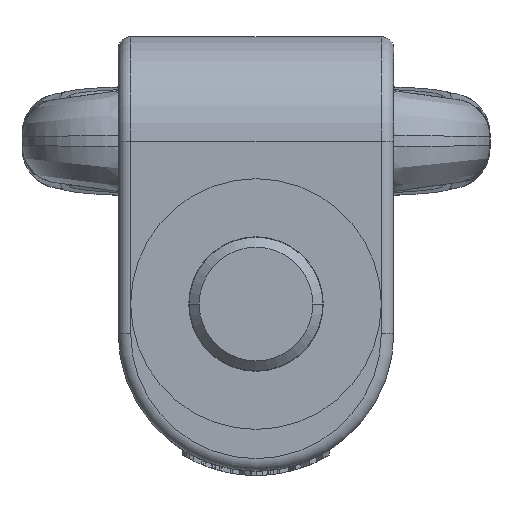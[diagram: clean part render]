
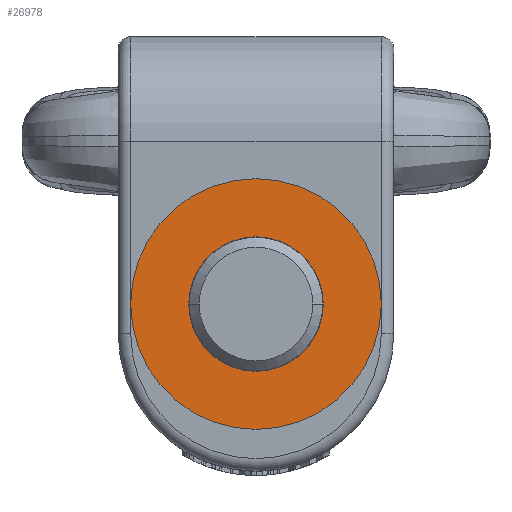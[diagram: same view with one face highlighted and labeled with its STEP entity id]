
A CAD part, front view. The second image highlights one B-rep face of the part: STEP entity #26978.
In plain terms, the highlighted face is planar.
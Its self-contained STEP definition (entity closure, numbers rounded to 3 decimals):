
#26817=CARTESIAN_POINT('',(0.,0.,17.9));
#26818=DIRECTION('',(0.,0.,-1.));
#26819=DIRECTION('',(1.,0.,0.));
#26820=AXIS2_PLACEMENT_3D('',#26817,#26818,#26819);
#26822=CARTESIAN_POINT('',(0.,0.,17.9));
#26823=DIRECTION('',(0.,0.,1.));
#26824=DIRECTION('',(1.,0.,0.));
#26825=AXIS2_PLACEMENT_3D('',#26822,#26823,#26824);
#26827=CARTESIAN_POINT('',(0.,0.,17.9));
#26828=DIRECTION('',(0.,0.,1.));
#26829=DIRECTION('',(1.,0.,0.));
#26830=AXIS2_PLACEMENT_3D('',#26827,#26828,#26829);
#26840=CARTESIAN_POINT('',(0.,0.,17.9));
#26841=DIRECTION('',(0.,0.,-1.));
#26842=DIRECTION('',(1.,0.,0.));
#26843=AXIS2_PLACEMENT_3D('',#26840,#26841,#26842);
#26929=CARTESIAN_POINT('',(15.,0.,17.9));
#26931=VERTEX_POINT('',#26929);
#26942=CARTESIAN_POINT('',(8.05,0.,17.9));
#26944=VERTEX_POINT('',#26942);
#26945=CARTESIAN_POINT('',(-15.,0.,17.9));
#26947=VERTEX_POINT('',#26945);
#26958=CARTESIAN_POINT('',(-8.05,0.,17.9));
#26960=VERTEX_POINT('',#26958);
#26961=CARTESIAN_POINT('',(0.,0.,17.9));
#26962=DIRECTION('',(0.,0.,1.));
#26963=DIRECTION('',(-1.,0.,0.));
#26964=AXIS2_PLACEMENT_3D('',#26961,#26962,#26963);
#26965=PLANE('',#26964);
#26967=ORIENTED_EDGE('',*,*,#26966,.F.);
#26969=ORIENTED_EDGE('',*,*,#26968,.T.);
#26970=EDGE_LOOP('',(#26967,#26969));
#26971=FACE_OUTER_BOUND('',#26970,.F.);
#26973=ORIENTED_EDGE('',*,*,#26972,.F.);
#26975=ORIENTED_EDGE('',*,*,#26974,.T.);
#26976=EDGE_LOOP('',(#26973,#26975));
#26977=FACE_BOUND('',#26976,.F.);
#26978=ADVANCED_FACE('',(#26971,#26977),#26965,.T.);
#26821=CIRCLE('',#26820,8.05);
#26826=CIRCLE('',#26825,8.05);
#26831=CIRCLE('',#26830,15.);
#26844=CIRCLE('',#26843,15.);
#26966=EDGE_CURVE('',#26931,#26947,#26831,.T.);
#26968=EDGE_CURVE('',#26931,#26947,#26844,.T.);
#26972=EDGE_CURVE('',#26944,#26960,#26821,.T.);
#26974=EDGE_CURVE('',#26944,#26960,#26826,.T.);
